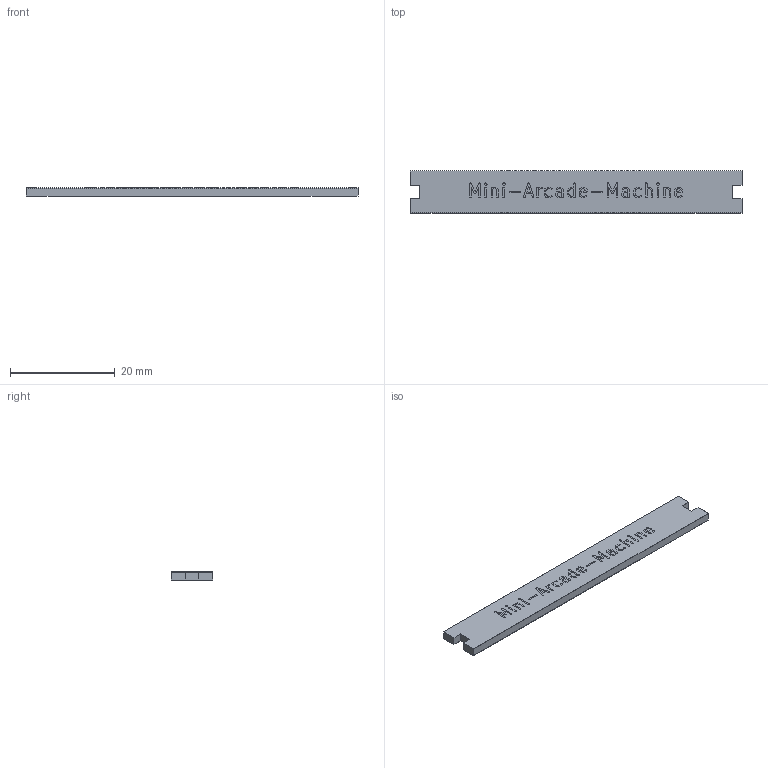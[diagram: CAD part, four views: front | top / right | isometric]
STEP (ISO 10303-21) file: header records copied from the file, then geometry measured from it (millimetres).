
FILE_DESCRIPTION(('KiCad electronic assembly'),'2;1');
FILE_NAME('MiniArcade_Front_Cover.step','2025-11-21T15:27:00',('Pcbnew') ,('Kicad'),'Open CASCADE STEP processor 7.9','KiCad to STEP converter' ,'Unknown');
FILE_SCHEMA(('AUTOMOTIVE_DESIGN { 1 0 10303 214 1 1 1 1 }'));
Length unit declared in the file: millimetre
Products named in the file (6): MiniArcade_Front_Cover 1; MiniArcade_Front_Cover_pad; MiniArcade_Front_Cover_silkscreen; MiniArcade_Front_Cover_soldermask; MiniArcade_Front_Cover_PCB
Assembly tree (5 placements, depth 2):
  MiniArcade_Front_Cover 1
    MiniArcade_Front_Cover_pad
    MiniArcade_Front_Cover_silkscreen
    MiniArcade_Front_Cover_soldermask
    MiniArcade_Front_Cover_soldermask
    MiniArcade_Front_Cover_PCB
Bounding box: 63.25 x 8 x 1.64 mm (x, y, z)
Volume: 752.8 mm3; surface area: 2291.6 mm2
Topology: 3 solids, 30 shells, 53 faces, 504 edges, 484 vertices
Faces by surface type: plane 53
Entity records: 5001 total; most frequent: CARTESIAN_POINT 1047, DIRECTION 696, ORIENTED_EDGE 564, EDGE_CURVE 504, VERTEX_POINT 484, LINE 430, VECTOR 430, AXIS2_PLACEMENT_3D 133
